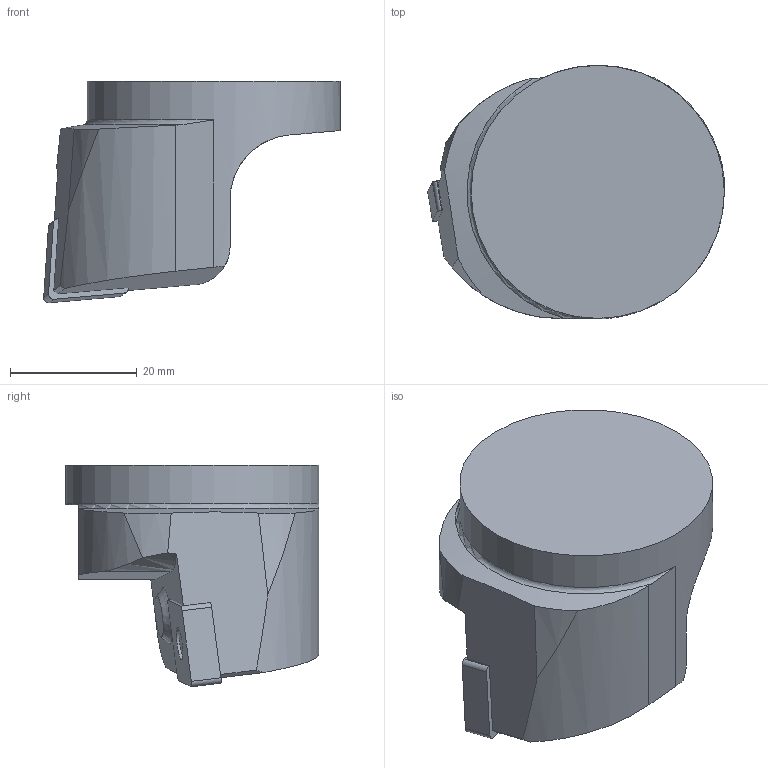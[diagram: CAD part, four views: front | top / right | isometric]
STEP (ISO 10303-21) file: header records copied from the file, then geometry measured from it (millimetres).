
FILE_DESCRIPTION(/* description */ (''),/* implementation_level */ '2;1');
FILE_NAME(/* name */ '1642338809139.stp',/* time_stamp */ '2022-01-16T18:44:05+05:00',/* author */ (''),/* organization */ ('SMS'),/* preprocessor_version */ 'ST-DEVELOPER v16.7',/* originating_system */ 'SIEMENS PLM Software NX 12.0',/* authorisation */ '');
FILE_SCHEMA (('AUTOMOTIVE_DESIGN { 1 0 10303 214 3 1 1 1 }'));
Length unit declared in the file: millimetre
Products named in the file (4): ASSEMBLY_CONSTRUCTION; 201665632mod000_01; IsoTurningInsert; 201665623mod000_01
Assembly tree (3 placements, depth 2):
  201665623mod000_01
    IsoTurningInsert
    201665632mod000_01
    ASSEMBLY_CONSTRUCTION
Bounding box: 46.87 x 40.02 x 35 mm (x, y, z)
Volume: 27938.9 mm3; surface area: 6764.5 mm2
Topology: 2 solids, 2 shells, 43 faces, 113 edges, 84 vertices
Faces by surface type: plane 23, cylinder 13, cone 4, extrusion 2, torus 1
Full cylindrical faces by diameter (mm): 5.156 x2, 40 x1
Entity records: 1621 total; most frequent: CARTESIAN_POINT 386, DIRECTION 232, ORIENTED_EDGE 212, EDGE_CURVE 106, AXIS2_PLACEMENT_3D 90, VERTEX_POINT 73, VECTOR 52, EDGE_LOOP 51
